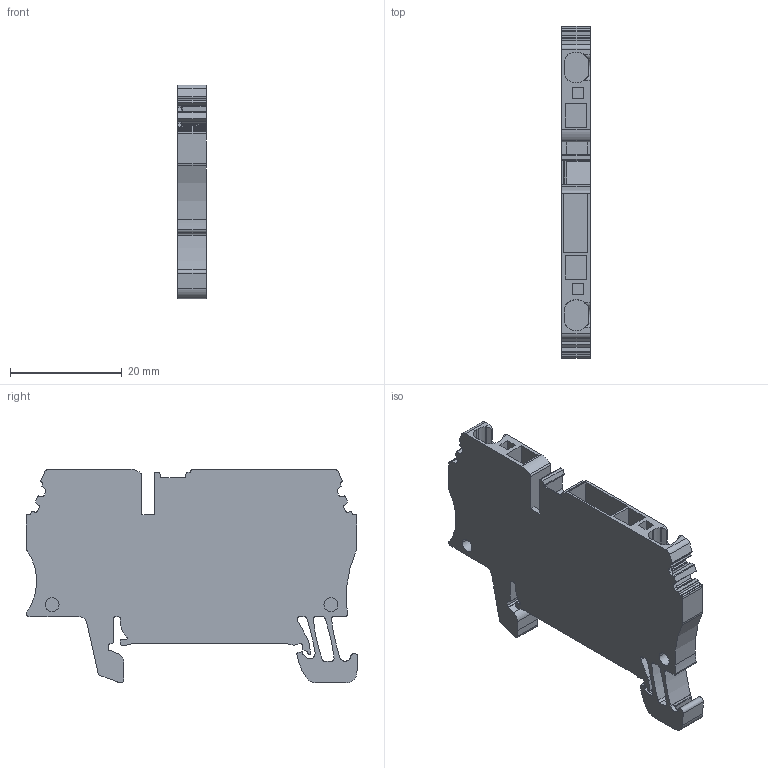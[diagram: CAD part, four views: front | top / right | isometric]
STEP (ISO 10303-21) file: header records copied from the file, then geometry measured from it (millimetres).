
FILE_DESCRIPTION(('CATIA V5R24 STEP','CAx-IF Rec.Pracs.--- Model Styling and Organization---1.2---2011-12-15'),'2;1');
FILE_NAME ('360119_1', '2017-06-14T09:13:07+00:00', ('Weidmueller Interface'), ('Weidmueller'), 'CATIA Version 5-6 Release 2014 SP4 HF52', 'CATIA V5 STEP AP214', 'none');
FILE_SCHEMA(('AUTOMOTIVE_DESIGN { 1 0 10303 214 1 1 1 1 }'));
Length unit declared in the file: millimetre
Products named in the file (1): v5-standard_part
Bounding box: 5.1 x 59.48 x 38.35 mm (x, y, z)
Volume: 7185.4 mm3; surface area: 6271.1 mm2
Topology: 1 solids, 1 shells, 340 faces, 981 edges, 652 vertices
Faces by surface type: plane 173, cylinder 148, extrusion 19
Entity records: 11036 total; most frequent: CARTESIAN_POINT 2408, ORIENTED_EDGE 1962, DIRECTION 1471, EDGE_CURVE 981, VECTOR 660, VERTEX_POINT 652, LINE 641, AXIS2_PLACEMENT_3D 532
